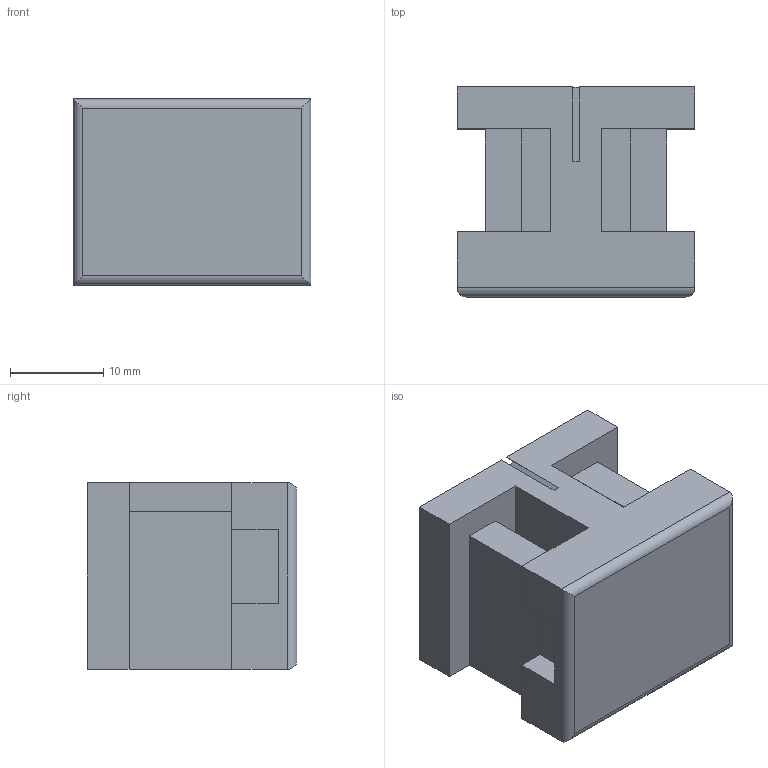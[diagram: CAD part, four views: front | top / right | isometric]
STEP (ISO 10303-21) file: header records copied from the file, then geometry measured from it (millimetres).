
FILE_DESCRIPTION(/* description */ (''),/* implementation_level */ '2;1');
FILE_NAME(/* name */ 'support top weight batteries.step',/* time_stamp */ '2024-02-03T22:53:54+01:00',/* author */ (''),/* organization */ (''),/* preprocessor_version */ 'ST-DEVELOPER v20',/* originating_system */ 'Autodesk Translation Framework v12.20.1.177',/* authorisation */ '');
FILE_SCHEMA (('AUTOMOTIVE_DESIGN { 1 0 10303 214 3 1 1 }'));
Length unit declared in the file: millimetre
Products named in the file (1): support_piles_haut
Bounding box: 25.5 x 22.5 x 20 mm (x, y, z)
Volume: 9072.7 mm3; surface area: 3679.2 mm2
Topology: 1 solids, 1 shells, 56 faces, 158 edges, 104 vertices
Faces by surface type: plane 52, cylinder 4
Entity records: 1807 total; most frequent: CARTESIAN_POINT 319, ORIENTED_EDGE 316, DIRECTION 276, EDGE_CURVE 158, LINE 154, VECTOR 154, VERTEX_POINT 104, AXIS2_PLACEMENT_3D 61
